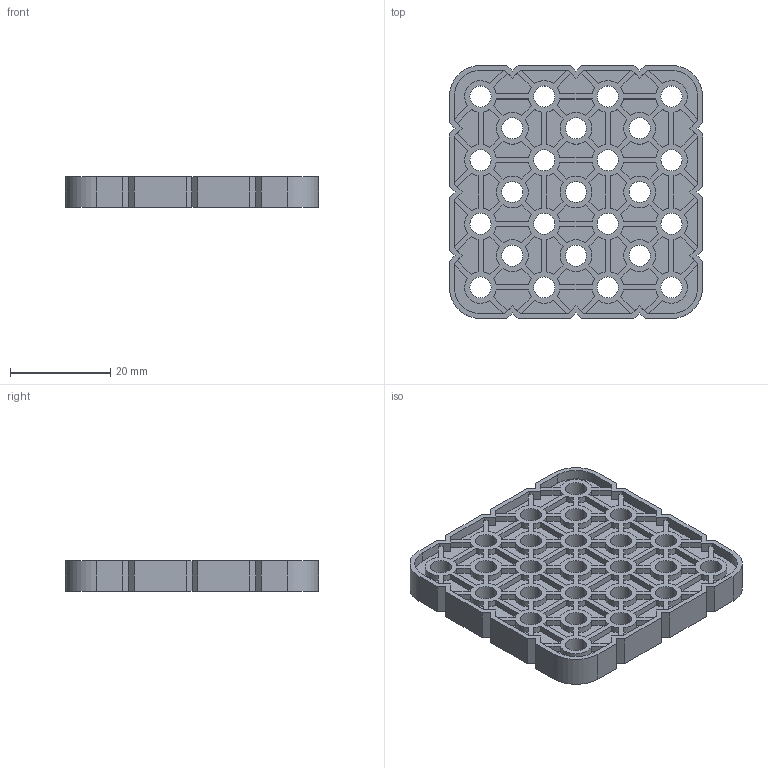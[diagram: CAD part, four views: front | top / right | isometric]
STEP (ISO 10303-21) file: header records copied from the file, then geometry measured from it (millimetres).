
FILE_DESCRIPTION (( 'STEP AP214' ), '1' );
FILE_NAME ('228-2500-040.STEP', '2014-03-06T17:48:00', ( '' ), ( '' ), 'SwSTEP 2.0', 'SolidWorks 2013', '' );
FILE_SCHEMA (( 'AUTOMOTIVE_DESIGN' ));
Length unit declared in the file: millimetre
Products named in the file (1): 228-2500-040
Bounding box: 50.5 x 50.5 x 6.1 mm (x, y, z)
Volume: 7149.3 mm3; surface area: 10493.1 mm2
Topology: 1 solids, 1 shells, 956 faces, 2640 edges, 1760 vertices
Faces by surface type: plane 580, cylinder 376
Entity records: 30690 total; most frequent: CARTESIAN_POINT 5357, DIRECTION 5306, ORIENTED_EDGE 5280, EDGE_CURVE 2640, LINE 1888, VECTOR 1888, VERTEX_POINT 1760, AXIS2_PLACEMENT_3D 1709
